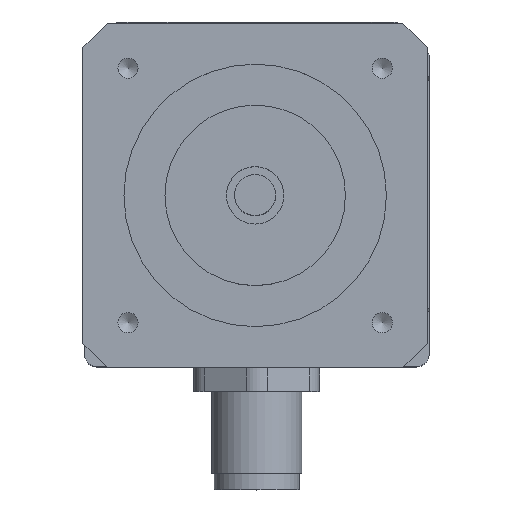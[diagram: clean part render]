
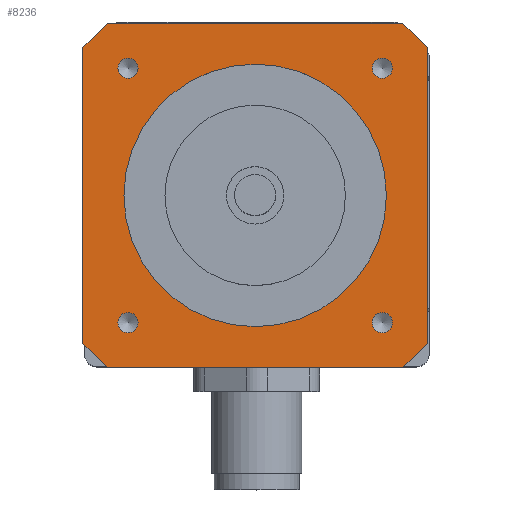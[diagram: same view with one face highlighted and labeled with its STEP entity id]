
A CAD part, top view. The second image highlights one B-rep face of the part: STEP entity #8236.
In plain terms, the highlighted planar face has unit normal (0, 0, 1).
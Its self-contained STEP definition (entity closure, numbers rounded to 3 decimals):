
#8038=CARTESIAN_POINT('',(-12.973,-16.447,46.37));
#8039=VERTEX_POINT('',#8038);
#8046=CARTESIAN_POINT('',(-15.973,-13.447,46.37));
#8047=VERTEX_POINT('',#8046);
#8048=CARTESIAN_POINT('',(-12.973,-16.447,46.37));
#8049=DIRECTION('',(-0.707,0.707,0.0));
#8050=VECTOR('',#8049,4.243);
#8051=LINE('',#8048,#8050);
#8052=EDGE_CURVE('',#8039,#8047,#8051,.T.);
#8069=CARTESIAN_POINT('',(-15.973,22.553,46.37));
#8070=VERTEX_POINT('',#8069);
#8071=CARTESIAN_POINT('',(-15.973,-13.447,46.37));
#8072=DIRECTION('',(0.0,1.0,0.0));
#8073=VECTOR('',#8072,36.0);
#8074=LINE('',#8071,#8073);
#8075=EDGE_CURVE('',#8047,#8070,#8074,.T.);
#8126=CARTESIAN_POINT('',(5.027,4.553,46.37));
#8127=DIRECTION('',(0.0,0.0,-1.0));
#8128=DIRECTION('',(-1.0,0.0,0.0));
#8129=AXIS2_PLACEMENT_3D('',#8126,#8127,#8128);
#8130=PLANE('',#8129);
#8131=ORIENTED_EDGE('',*,*,#8052,.F.);
#8132=CARTESIAN_POINT('',(23.027,-16.447,46.37));
#8133=VERTEX_POINT('',#8132);
#8134=CARTESIAN_POINT('',(23.027,-16.447,46.37));
#8135=DIRECTION('',(-1.0,0.0,0.0));
#8136=VECTOR('',#8135,36.0);
#8137=LINE('',#8134,#8136);
#8138=EDGE_CURVE('',#8133,#8039,#8137,.T.);
#8139=ORIENTED_EDGE('',*,*,#8138,.F.);
#8140=CARTESIAN_POINT('',(26.027,-13.447,46.37));
#8141=VERTEX_POINT('',#8140);
#8142=CARTESIAN_POINT('',(26.027,-13.447,46.37));
#8143=DIRECTION('',(-0.707,-0.707,0.0));
#8144=VECTOR('',#8143,4.243);
#8145=LINE('',#8142,#8144);
#8146=EDGE_CURVE('',#8141,#8133,#8145,.T.);
#8147=ORIENTED_EDGE('',*,*,#8146,.F.);
#8148=CARTESIAN_POINT('',(26.027,22.553,46.37));
#8149=VERTEX_POINT('',#8148);
#8150=CARTESIAN_POINT('',(26.027,22.553,46.37));
#8151=DIRECTION('',(0.0,-1.0,0.0));
#8152=VECTOR('',#8151,36.0);
#8153=LINE('',#8150,#8152);
#8154=EDGE_CURVE('',#8149,#8141,#8153,.T.);
#8155=ORIENTED_EDGE('',*,*,#8154,.F.);
#8156=CARTESIAN_POINT('',(23.027,25.553,46.37));
#8157=VERTEX_POINT('',#8156);
#8158=CARTESIAN_POINT('',(23.027,25.553,46.37));
#8159=DIRECTION('',(0.707,-0.707,0.0));
#8160=VECTOR('',#8159,4.243);
#8161=LINE('',#8158,#8160);
#8162=EDGE_CURVE('',#8157,#8149,#8161,.T.);
#8163=ORIENTED_EDGE('',*,*,#8162,.F.);
#8164=CARTESIAN_POINT('',(-12.973,25.553,46.37));
#8165=VERTEX_POINT('',#8164);
#8166=CARTESIAN_POINT('',(-12.973,25.553,46.37));
#8167=DIRECTION('',(1.0,0.0,0.0));
#8168=VECTOR('',#8167,36.0);
#8169=LINE('',#8166,#8168);
#8170=EDGE_CURVE('',#8165,#8157,#8169,.T.);
#8171=ORIENTED_EDGE('',*,*,#8170,.F.);
#8172=CARTESIAN_POINT('',(-15.973,22.553,46.37));
#8173=DIRECTION('',(0.707,0.707,0.0));
#8174=VECTOR('',#8173,4.243);
#8175=LINE('',#8172,#8174);
#8176=EDGE_CURVE('',#8070,#8165,#8175,.T.);
#8177=ORIENTED_EDGE('',*,*,#8176,.F.);
#8178=ORIENTED_EDGE('',*,*,#8075,.F.);
#8179=EDGE_LOOP('',(#8131,#8139,#8147,#8155,#8163,#8171,#8177,#8178));
#8180=FACE_OUTER_BOUND('',#8179,.T.);
#8181=CARTESIAN_POINT('',(21.027,4.553,46.37));
#8182=VERTEX_POINT('',#8181);
#8183=CARTESIAN_POINT('',(5.027,4.553,46.37));
#8184=DIRECTION('',(0.0,0.0,-1.0));
#8185=DIRECTION('',(-1.0,0.0,0.0));
#8186=AXIS2_PLACEMENT_3D('',#8183,#8184,#8185);
#8187=CIRCLE('',#8186,16.0);
#8188=EDGE_CURVE('',#8182,#8182,#8187,.T.);
#8189=ORIENTED_EDGE('',*,*,#8188,.T.);
#8190=EDGE_LOOP('',(#8189));
#8191=FACE_BOUND('',#8190,.T.);
#8192=CARTESIAN_POINT('',(21.756,20.053,46.37));
#8193=VERTEX_POINT('',#8192);
#8194=CARTESIAN_POINT('',(20.527,20.053,46.37));
#8195=DIRECTION('',(0.0,0.0,-1.0));
#8196=DIRECTION('',(1.0,0.0,0.0));
#8197=AXIS2_PLACEMENT_3D('',#8194,#8195,#8196);
#8198=CIRCLE('',#8197,1.23);
#8199=EDGE_CURVE('',#8193,#8193,#8198,.T.);
#8200=ORIENTED_EDGE('',*,*,#8199,.T.);
#8201=EDGE_LOOP('',(#8200));
#8202=FACE_BOUND('',#8201,.T.);
#8203=CARTESIAN_POINT('',(-9.244,-10.947,46.37));
#8204=VERTEX_POINT('',#8203);
#8205=CARTESIAN_POINT('',(-10.473,-10.947,46.37));
#8206=DIRECTION('',(0.0,0.0,-1.0));
#8207=DIRECTION('',(1.0,0.0,0.0));
#8208=AXIS2_PLACEMENT_3D('',#8205,#8206,#8207);
#8209=CIRCLE('',#8208,1.23);
#8210=EDGE_CURVE('',#8204,#8204,#8209,.T.);
#8211=ORIENTED_EDGE('',*,*,#8210,.T.);
#8212=EDGE_LOOP('',(#8211));
#8213=FACE_BOUND('',#8212,.T.);
#8214=CARTESIAN_POINT('',(21.756,-10.947,46.37));
#8215=VERTEX_POINT('',#8214);
#8216=CARTESIAN_POINT('',(20.527,-10.947,46.37));
#8217=DIRECTION('',(0.0,0.0,-1.0));
#8218=DIRECTION('',(1.0,0.0,0.0));
#8219=AXIS2_PLACEMENT_3D('',#8216,#8217,#8218);
#8220=CIRCLE('',#8219,1.23);
#8221=EDGE_CURVE('',#8215,#8215,#8220,.T.);
#8222=ORIENTED_EDGE('',*,*,#8221,.T.);
#8223=EDGE_LOOP('',(#8222));
#8224=FACE_BOUND('',#8223,.T.);
#8225=CARTESIAN_POINT('',(-9.244,20.053,46.37));
#8226=VERTEX_POINT('',#8225);
#8227=CARTESIAN_POINT('',(-10.473,20.053,46.37));
#8228=DIRECTION('',(0.0,0.0,-1.0));
#8229=DIRECTION('',(1.0,0.0,0.0));
#8230=AXIS2_PLACEMENT_3D('',#8227,#8228,#8229);
#8231=CIRCLE('',#8230,1.23);
#8232=EDGE_CURVE('',#8226,#8226,#8231,.T.);
#8233=ORIENTED_EDGE('',*,*,#8232,.T.);
#8234=EDGE_LOOP('',(#8233));
#8235=FACE_BOUND('',#8234,.T.);
#8236=ADVANCED_FACE('',(#8180,#8191,#8202,#8213,#8224,#8235),#8130,.F.);
